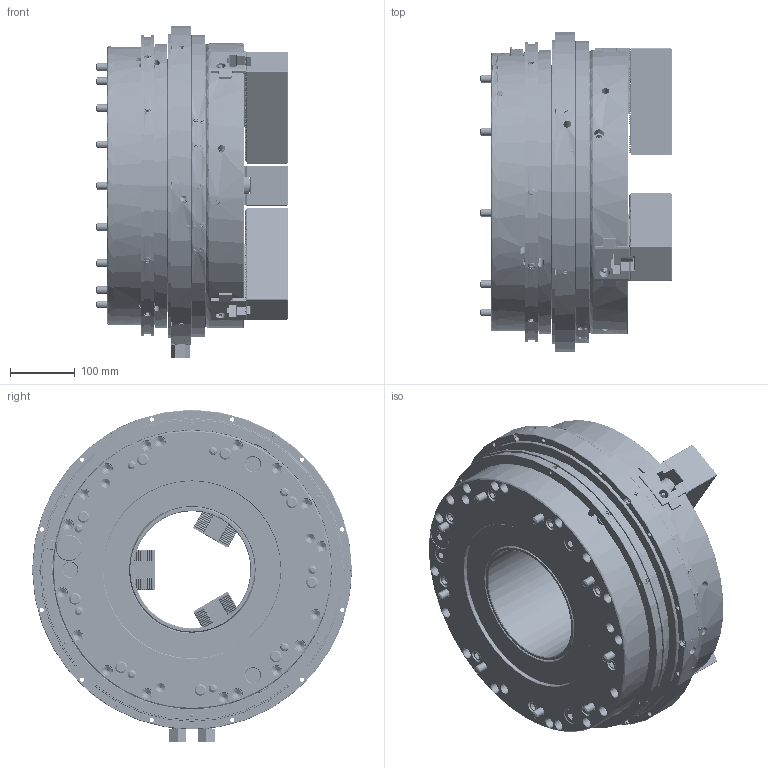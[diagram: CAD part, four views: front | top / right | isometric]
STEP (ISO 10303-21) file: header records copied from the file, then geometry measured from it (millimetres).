
FILE_DESCRIPTION(/* description */ ('Unknown'),/* implementation_level */ '2;1');
FILE_NAME(/* name */ 'UB450K-Solid',/* time_stamp */ '2019-08-15T16:31:52+01:00',/* author */ ('Unknown'),/* organization */ ('Unknown'),/* preprocessor_version */ 'ST-DEVELOPER v16.7',/* originating_system */ 'DEX',/* authorisation */ $);
FILE_SCHEMA (('AUTOMOTIVE_DESIGN {1 0 10303 214 3 1 1}'));
Products named in the file (1): 61P2550007 UB450K
Bounding box: 296.5 x 494 x 513.5 mm (x, y, z)
Volume: 36165415.6 mm3; surface area: 4104874.5 mm2
Topology: 187 solids, 187 shells, 7195 faces, 18118 edges, 11718 vertices
Faces by surface type: plane 4703, cylinder 1331, cone 916, torus 163, bspline 74, sphere 8
Full cylindrical faces by diameter (mm): 1.5 x3, 1.6 x3, 2 x2, 2.5 x18, 3.3 x3, 4 x7, 4.2 x9, 4.5 x5, 5 x90, 5.5 x6, 6 x61, 6.147 x14, 6.35 x3, 6.6 x25, 6.8 x30, 7 x6, 7.5 x2, 7.9 x17, 8 x70, 8.1 x2, 8.2 x6, 8.433 x3, 8.5 x12, 9 x30, 9.5 x8, 10 x50, 10.2 x17, 10.3 x2, 10.5 x3, 11 x29
Entity records: 228763 total; most frequent: CARTESIAN_POINT 63399, DIRECTION 32993, ORIENTED_EDGE 31362, EDGE_CURVE 15681, VERTEX_POINT 11336, AXIS2_PLACEMENT_3D 11014, LINE 10965, VECTOR 10965
